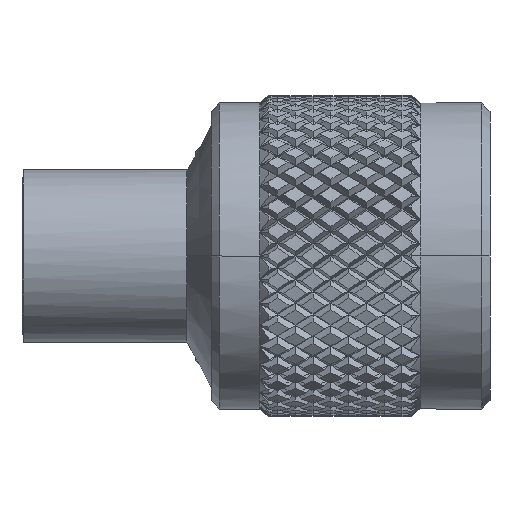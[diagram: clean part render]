
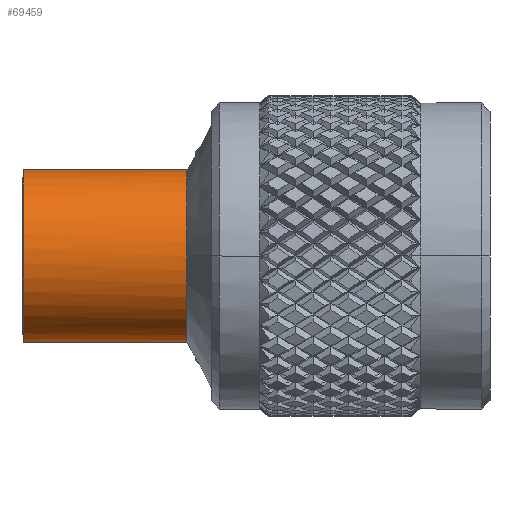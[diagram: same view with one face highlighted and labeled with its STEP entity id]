
A CAD part, left-side view. The second image highlights one B-rep face of the part: STEP entity #69459.
In plain terms, the highlighted cylindrical face has radius 5.395 mm (diameter 10.79 mm), a partial arc.
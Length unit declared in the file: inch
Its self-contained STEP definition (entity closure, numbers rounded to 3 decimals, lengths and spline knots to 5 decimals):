
#335 = FACE_OUTER_BOUND ( 'NONE', #36109, .T. ) ;
#5073 = ORIENTED_EDGE ( 'NONE', *, *, #121860, .T. ) ;
#5472 = DIRECTION ( 'NONE',  ( 0., 0., 1. ) ) ;
#9854 = DIRECTION ( 'NONE',  ( -1., 0., 0. ) ) ;
#16824 = CARTESIAN_POINT ( 'NONE',  ( 0.05962, 0.13037, 0.16769 ) ) ;
#20079 = CARTESIAN_POINT ( 'NONE',  ( 0.46208, 0., 0. ) ) ;
#21045 = AXIS2_PLACEMENT_3D ( 'NONE', #160776, #9854, #98920 ) ;
#22024 = DIRECTION ( 'NONE',  ( 1., 0., 0. ) ) ;
#24952 = CARTESIAN_POINT ( 'NONE',  ( -5.70743, 0., 0. ) ) ;
#25829 = VECTOR ( 'NONE', #22024, 39.37008 ) ;
#28074 = LINE ( 'NONE', #68186, #25829 ) ;
#33313 = CARTESIAN_POINT ( 'NONE',  ( 0.05962, -0.13037, 0.16769 ) ) ;
#36109 = EDGE_LOOP ( 'NONE', ( #5073, #130486, #135288, #188408, #158081 ) ) ;
#38878 = DIRECTION ( 'NONE',  ( -1., 0., 0. ) ) ;
#40452 = CARTESIAN_POINT ( 'NONE',  ( 0.05962, 0., -0.21241 ) ) ;
#44799 = EDGE_CURVE ( 'NONE', #71216, #152102, #167310, .T. ) ;
#52664 = CARTESIAN_POINT ( 'NONE',  ( 0.05962, 0.13037, 0.16769 ) ) ;
#64444 = DIRECTION ( 'NONE',  ( -1., 0., 0. ) ) ;
#65761 = CARTESIAN_POINT ( 'NONE',  ( 0.05962, 0., 0. ) ) ;
#67963 = VERTEX_POINT ( 'NONE', #96380 ) ;
#68186 = CARTESIAN_POINT ( 'NONE',  ( 0.05962, -0.13037, 0.16769 ) ) ;
#68704 = CIRCLE ( 'NONE', #181150, 0.21241 ) ;
#68795 = CYLINDRICAL_SURFACE ( 'NONE', #183145, 0.21241 ) ;
#69459 = ADVANCED_FACE ( 'NONE', ( #335 ), #68795, .T. ) ;
#69818 = DIRECTION ( 'NONE',  ( 0., 0., 1. ) ) ;
#71216 = VERTEX_POINT ( 'NONE', #52664 ) ;
#82543 = AXIS2_PLACEMENT_3D ( 'NONE', #65761, #64444, #154660 ) ;
#87423 = CARTESIAN_POINT ( 'NONE',  ( 0.46208, -0.13037, 0.16769 ) ) ;
#96380 = CARTESIAN_POINT ( 'NONE',  ( 0.46208, 0.13037, 0.16769 ) ) ;
#98132 = EDGE_CURVE ( 'NONE', #152102, #99134, #131229, .T. ) ;
#98920 = DIRECTION ( 'NONE',  ( 0., 0., 1. ) ) ;
#99134 = VERTEX_POINT ( 'NONE', #33313 ) ;
#108482 = DIRECTION ( 'NONE',  ( 1., 0., 0. ) ) ;
#121860 = EDGE_CURVE ( 'NONE', #67963, #194555, #68704, .T. ) ;
#130486 = ORIENTED_EDGE ( 'NONE', *, *, #192413, .F. ) ;
#131229 = CIRCLE ( 'NONE', #21045, 0.21241 ) ;
#135288 = ORIENTED_EDGE ( 'NONE', *, *, #98132, .F. ) ;
#141928 = DIRECTION ( 'NONE',  ( -1., 0., 0. ) ) ;
#147904 = VECTOR ( 'NONE', #108482, 39.37008 ) ;
#152102 = VERTEX_POINT ( 'NONE', #40452 ) ;
#154660 = DIRECTION ( 'NONE',  ( 0., 0., 1. ) ) ;
#158081 = ORIENTED_EDGE ( 'NONE', *, *, #179273, .T. ) ;
#160776 = CARTESIAN_POINT ( 'NONE',  ( 0.05962, 0., 0. ) ) ;
#167310 = CIRCLE ( 'NONE', #82543, 0.21241 ) ;
#169036 = LINE ( 'NONE', #16824, #147904 ) ;
#179273 = EDGE_CURVE ( 'NONE', #71216, #67963, #169036, .T. ) ;
#181150 = AXIS2_PLACEMENT_3D ( 'NONE', #20079, #141928, #5472 ) ;
#183145 = AXIS2_PLACEMENT_3D ( 'NONE', #24952, #38878, #69818 ) ;
#188408 = ORIENTED_EDGE ( 'NONE', *, *, #44799, .F. ) ;
#192413 = EDGE_CURVE ( 'NONE', #99134, #194555, #28074, .T. ) ;
#194555 = VERTEX_POINT ( 'NONE', #87423 ) ;
